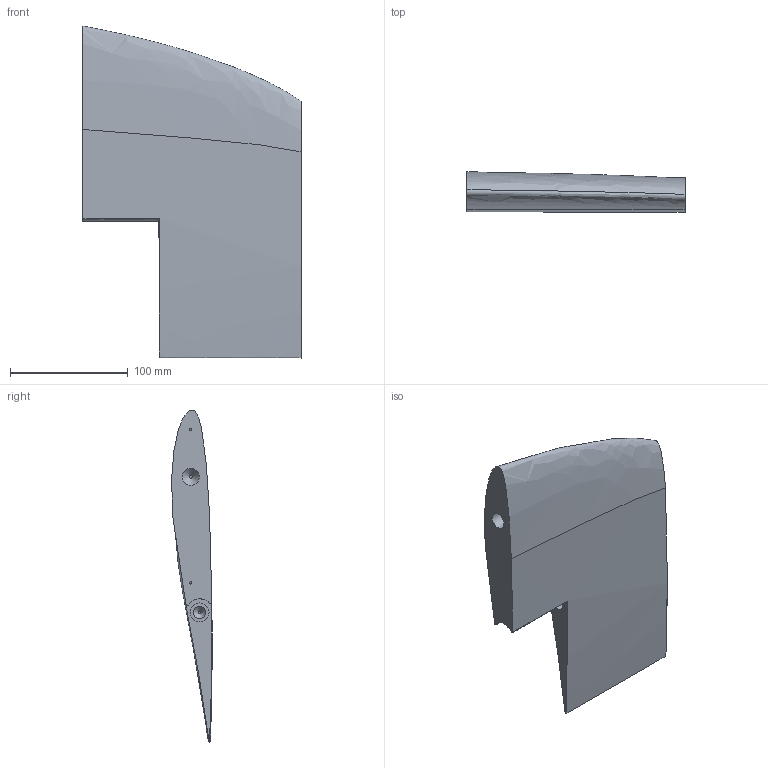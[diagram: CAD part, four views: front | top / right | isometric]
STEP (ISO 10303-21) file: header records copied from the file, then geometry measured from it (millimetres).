
FILE_DESCRIPTION(/* description */ (''),/* implementation_level */ '2;1');
FILE_NAME(/* name */ 'eXplora_VTOL_V1.00_Wing_L4.step',/* time_stamp */ '2023-11-08T07:21:21+01:00',/* author */ (''),/* organization */ (''),/* preprocessor_version */ 'ST-DEVELOPER v20',/* originating_system */ 'Autodesk Translation Framework v12.14.0.127',/* authorisation */ '');
FILE_SCHEMA (('AUTOMOTIVE_DESIGN { 1 0 10303 214 3 1 1 }'));
Length unit declared in the file: millimetre
Products named in the file (1): (Non salvato)
Bounding box: 185 x 34.41 x 281.69 mm (x, y, z)
Volume: 797739.1 mm3; surface area: 95972.2 mm2
Topology: 1 solids, 1 shells, 26 faces, 52 edges, 35 vertices
Faces by surface type: plane 10, cylinder 7, bspline 7, cone 2
Full cylindrical faces by diameter (mm): 2 x2, 4.5 x2, 10.4 x1, 14.3 x1, 16 x1
Entity records: 3836 total; most frequent: CARTESIAN_POINT 3287, ORIENTED_EDGE 104, DIRECTION 94, EDGE_CURVE 52, AXIS2_PLACEMENT_3D 42, VERTEX_POINT 35, EDGE_LOOP 33, FACE_OUTER_BOUND 26
